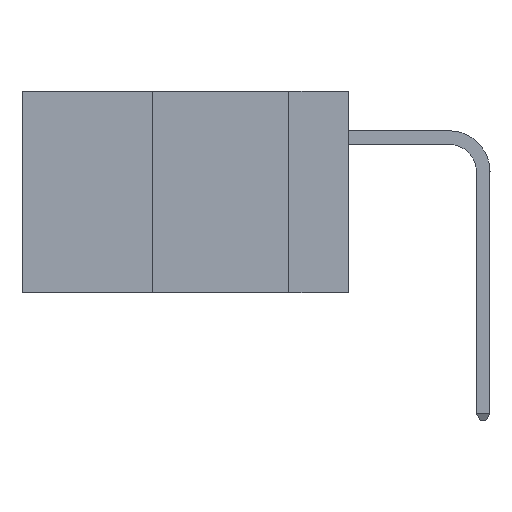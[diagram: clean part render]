
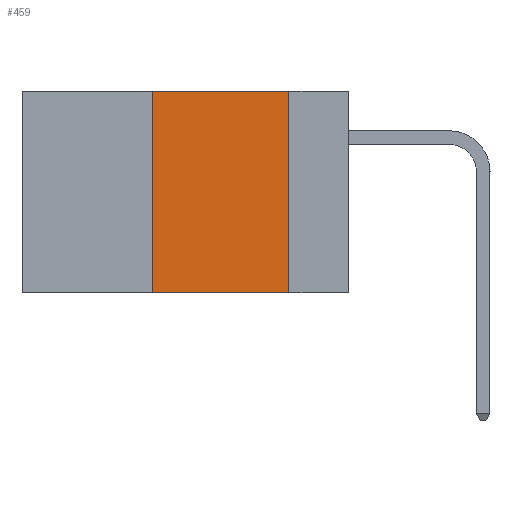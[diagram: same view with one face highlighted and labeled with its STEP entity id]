
A CAD part, left-side view. The second image highlights one B-rep face of the part: STEP entity #459.
In plain terms, the highlighted planar face has unit normal (-1, 0, 0).
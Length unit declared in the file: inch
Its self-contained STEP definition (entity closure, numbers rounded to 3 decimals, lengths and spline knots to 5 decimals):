
#61 = EDGE_CURVE ( 'NONE', #8340, #5412, #9075, .T. ) ;
#67 = DIRECTION ( 'NONE',  ( 1., 0., 0. ) ) ;
#459 = ADVANCED_FACE ( 'NONE', ( #5772 ), #5644, .F. ) ;
#980 = DIRECTION ( 'NONE',  ( 0., 0., -1. ) ) ;
#1101 = DIRECTION ( 'NONE',  ( 0., -1., 0. ) ) ;
#1699 = CARTESIAN_POINT ( 'NONE',  ( 0., 0.11, 0. ) ) ;
#1747 = CARTESIAN_POINT ( 'NONE',  ( 0., 0.36, -0.37 ) ) ;
#2110 = ORIENTED_EDGE ( 'NONE', *, *, #6396, .F. ) ;
#2245 = VECTOR ( 'NONE', #980, 39.37008 ) ;
#2722 = DIRECTION ( 'NONE',  ( 0., 0., 1. ) ) ;
#3011 = EDGE_CURVE ( 'NONE', #3341, #8340, #10507, .T. ) ;
#3341 = VERTEX_POINT ( 'NONE', #7132 ) ;
#3348 = LINE ( 'NONE', #8701, #8879 ) ;
#4193 = DIRECTION ( 'NONE',  ( 0., -1., 0. ) ) ;
#4990 = VERTEX_POINT ( 'NONE', #1747 ) ;
#5024 = ORIENTED_EDGE ( 'NONE', *, *, #7166, .T. ) ;
#5113 = ORIENTED_EDGE ( 'NONE', *, *, #61, .F. ) ;
#5412 = VERTEX_POINT ( 'NONE', #5796 ) ;
#5644 = PLANE ( 'NONE',  #9901 ) ;
#5772 = FACE_OUTER_BOUND ( 'NONE', #8477, .T. ) ;
#5796 = CARTESIAN_POINT ( 'NONE',  ( 0., 0.11, -0.37 ) ) ;
#5988 = VECTOR ( 'NONE', #1101, 39.37008 ) ;
#6396 = EDGE_CURVE ( 'NONE', #4990, #3341, #3348, .T. ) ;
#6518 = LINE ( 'NONE', #9454, #5988 ) ;
#6761 = DIRECTION ( 'NONE',  ( 0., 0., -1. ) ) ;
#7132 = CARTESIAN_POINT ( 'NONE',  ( 0., 0.36, 0. ) ) ;
#7166 = EDGE_CURVE ( 'NONE', #4990, #5412, #6518, .T. ) ;
#8255 = CARTESIAN_POINT ( 'NONE',  ( 0., 0.11, 0. ) ) ;
#8302 = VECTOR ( 'NONE', #4193, 39.37008 ) ;
#8340 = VERTEX_POINT ( 'NONE', #1699 ) ;
#8477 = EDGE_LOOP ( 'NONE', ( #5113, #9654, #2110, #5024 ) ) ;
#8701 = CARTESIAN_POINT ( 'NONE',  ( 0., 0.36, 0. ) ) ;
#8879 = VECTOR ( 'NONE', #2722, 39.37008 ) ;
#9075 = LINE ( 'NONE', #8255, #2245 ) ;
#9251 = CARTESIAN_POINT ( 'NONE',  ( 0., 0.6, 0. ) ) ;
#9454 = CARTESIAN_POINT ( 'NONE',  ( 0., 0.6, -0.37 ) ) ;
#9654 = ORIENTED_EDGE ( 'NONE', *, *, #3011, .F. ) ;
#9901 = AXIS2_PLACEMENT_3D ( 'NONE', #10668, #67, #6761 ) ;
#10507 = LINE ( 'NONE', #9251, #8302 ) ;
#10668 = CARTESIAN_POINT ( 'NONE',  ( 0., 0.6, 0. ) ) ;
